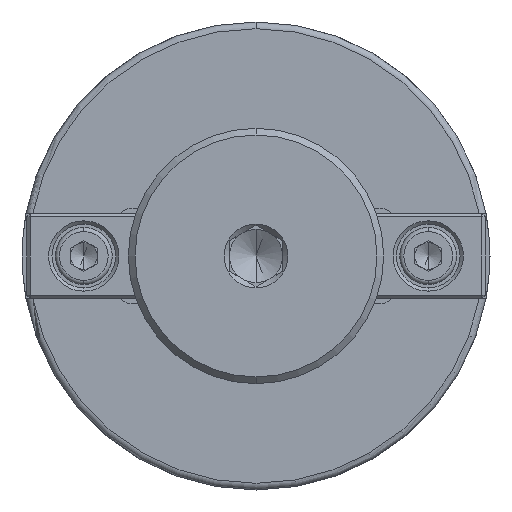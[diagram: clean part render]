
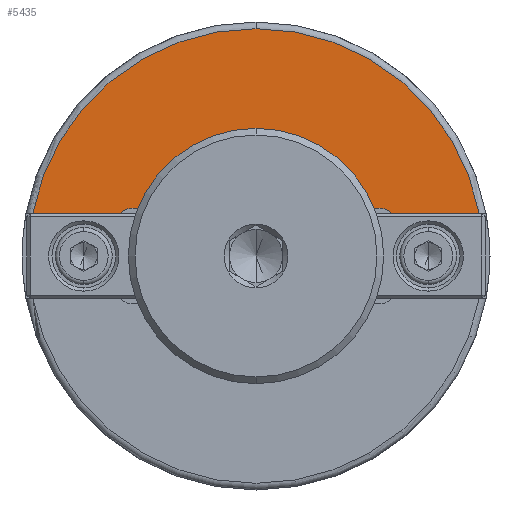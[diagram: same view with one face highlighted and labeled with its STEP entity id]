
A CAD part, front view. The second image highlights one B-rep face of the part: STEP entity #5435.
In plain terms, the highlighted planar face has unit normal (0, -1, 0).
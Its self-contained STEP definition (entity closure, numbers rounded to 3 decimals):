
#74 = EDGE_LOOP ( 'NONE', ( #7262, #5659, #7240, #4460, #1955, #8837, #6909 ) ) ;
#201 = CIRCLE ( 'NONE', #6653, 2.5 ) ;
#310 = CARTESIAN_POINT ( 'NONE',  ( 33.325, -50., 6.35 ) ) ;
#352 = EDGE_CURVE ( 'NONE', #1767, #2880, #7869, .T. ) ;
#398 = CARTESIAN_POINT ( 'NONE',  ( 16.443, -50., 6.206 ) ) ;
#438 = DIRECTION ( 'NONE',  ( 0., 1., 0. ) ) ;
#460 = VECTOR ( 'NONE', #6607, 1000. ) ;
#472 = DIRECTION ( 'NONE',  ( 0., -1., 0. ) ) ;
#929 = VERTEX_POINT ( 'NONE', #1287 ) ;
#974 = LINE ( 'NONE', #1239, #7710 ) ;
#1125 = CARTESIAN_POINT ( 'NONE',  ( 0., -50., 33.925 ) ) ;
#1147 = VERTEX_POINT ( 'NONE', #310 ) ;
#1239 = CARTESIAN_POINT ( 'NONE',  ( 41., -50., 6.35 ) ) ;
#1287 = CARTESIAN_POINT ( 'NONE',  ( -20.233, -50., 6.35 ) ) ;
#1343 = AXIS2_PLACEMENT_3D ( 'NONE', #5358, #8157, #3988 ) ;
#1767 = VERTEX_POINT ( 'NONE', #398 ) ;
#1789 = EDGE_CURVE ( 'NONE', #5619, #929, #2949, .T. ) ;
#1871 = DIRECTION ( 'NONE',  ( 0., -1., 0. ) ) ;
#1942 = DIRECTION ( 'NONE',  ( -1., 0., 0. ) ) ;
#1955 = ORIENTED_EDGE ( 'NONE', *, *, #5353, .T. ) ;
#2791 = VERTEX_POINT ( 'NONE', #1125 ) ;
#2880 = VERTEX_POINT ( 'NONE', #7381 ) ;
#2914 = DIRECTION ( 'NONE',  ( 0., -1., 0. ) ) ;
#2949 = LINE ( 'NONE', #8086, #460 ) ;
#2994 = CIRCLE ( 'NONE', #8488, 33.925 ) ;
#3020 = CIRCLE ( 'NONE', #8381, 2.5 ) ;
#3280 = PLANE ( 'NONE',  #1343 ) ;
#3813 = DIRECTION ( 'NONE',  ( 0., -1., 0. ) ) ;
#3988 = DIRECTION ( 'NONE',  ( 0., 0., 1. ) ) ;
#4344 = CARTESIAN_POINT ( 'NONE',  ( -33.325, -50., 6.35 ) ) ;
#4436 = FACE_OUTER_BOUND ( 'NONE', #74, .T. ) ;
#4460 = ORIENTED_EDGE ( 'NONE', *, *, #1789, .T. ) ;
#4598 = CARTESIAN_POINT ( 'NONE',  ( -18.4, -50., 4.65 ) ) ;
#4639 = CARTESIAN_POINT ( 'NONE',  ( 18.4, -50., 4.65 ) ) ;
#4820 = EDGE_CURVE ( 'NONE', #6733, #1767, #3020, .T. ) ;
#4917 = EDGE_CURVE ( 'NONE', #1147, #6733, #974, .T. ) ;
#5143 = CIRCLE ( 'NONE', #8942, 33.925 ) ;
#5297 = DIRECTION ( 'NONE',  ( 0., 0., -1. ) ) ;
#5335 = DIRECTION ( 'NONE',  ( 0., 0., -1. ) ) ;
#5353 = EDGE_CURVE ( 'NONE', #929, #2880, #201, .T. ) ;
#5358 = CARTESIAN_POINT ( 'NONE',  ( 15.875, -50., 0. ) ) ;
#5435 = ADVANCED_FACE ( 'NONE', ( #4436 ), #3280, .F. ) ;
#5619 = VERTEX_POINT ( 'NONE', #4344 ) ;
#5659 = ORIENTED_EDGE ( 'NONE', *, *, #8924, .T. ) ;
#6059 = CARTESIAN_POINT ( 'NONE',  ( 0., -50., 0. ) ) ;
#6289 = AXIS2_PLACEMENT_3D ( 'NONE', #7781, #2914, #7104 ) ;
#6607 = DIRECTION ( 'NONE',  ( 1., 0., 0. ) ) ;
#6653 = AXIS2_PLACEMENT_3D ( 'NONE', #4598, #438, #5297 ) ;
#6733 = VERTEX_POINT ( 'NONE', #8520 ) ;
#6751 = DIRECTION ( 'NONE',  ( 0., 0., 1. ) ) ;
#6766 = EDGE_CURVE ( 'NONE', #2791, #5619, #2994, .T. ) ;
#6909 = ORIENTED_EDGE ( 'NONE', *, *, #4820, .F. ) ;
#7104 = DIRECTION ( 'NONE',  ( 0., 0., -1. ) ) ;
#7240 = ORIENTED_EDGE ( 'NONE', *, *, #6766, .T. ) ;
#7262 = ORIENTED_EDGE ( 'NONE', *, *, #4917, .F. ) ;
#7381 = CARTESIAN_POINT ( 'NONE',  ( -16.443, -50., 6.206 ) ) ;
#7710 = VECTOR ( 'NONE', #1942, 1000. ) ;
#7781 = CARTESIAN_POINT ( 'NONE',  ( 0., -50., 0. ) ) ;
#7869 = CIRCLE ( 'NONE', #6289, 17.575 ) ;
#7989 = CARTESIAN_POINT ( 'NONE',  ( 0., -50., 0. ) ) ;
#8086 = CARTESIAN_POINT ( 'NONE',  ( -41., -50., 6.35 ) ) ;
#8157 = DIRECTION ( 'NONE',  ( 0., 1., 0. ) ) ;
#8381 = AXIS2_PLACEMENT_3D ( 'NONE', #4639, #472, #5335 ) ;
#8488 = AXIS2_PLACEMENT_3D ( 'NONE', #6059, #1871, #6751 ) ;
#8520 = CARTESIAN_POINT ( 'NONE',  ( 20.233, -50., 6.35 ) ) ;
#8670 = DIRECTION ( 'NONE',  ( 0., 0., 1. ) ) ;
#8837 = ORIENTED_EDGE ( 'NONE', *, *, #352, .F. ) ;
#8924 = EDGE_CURVE ( 'NONE', #1147, #2791, #5143, .T. ) ;
#8942 = AXIS2_PLACEMENT_3D ( 'NONE', #7989, #3813, #8670 ) ;
